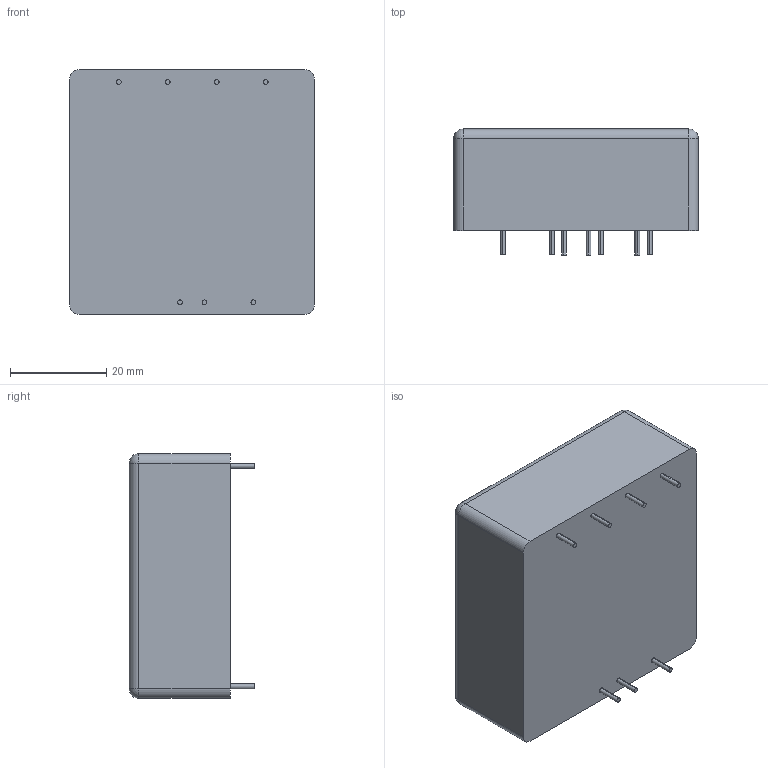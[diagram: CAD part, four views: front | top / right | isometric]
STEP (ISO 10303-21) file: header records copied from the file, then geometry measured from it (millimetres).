
FILE_DESCRIPTION (( 'STEP AP214' ), '1' );
FILE_NAME ('mean well.STEP', '2021-05-08T15:33:24', ( '砐錪賧瘔蠈錪 Windows' ), ( '' ), 'SwSTEP 2.0', 'SolidWorks 2018', '' );
FILE_SCHEMA (( 'AUTOMOTIVE_DESIGN' ));
Length unit declared in the file: millimetre
Products named in the file (1): mean well
Bounding box: 50.8 x 26.08 x 50.8 mm (x, y, z)
Volume: 53978.5 mm3; surface area: 9291.1 mm2
Topology: 1 solids, 1 shells, 177 faces, 457 edges, 298 vertices
Faces by surface type: plane 150, cylinder 22, sphere 4, bspline 1
Entity records: 7262 total; most frequent: CARTESIAN_POINT 942, ORIENTED_EDGE 906, DIRECTION 849, EDGE_CURVE 453, LINE 407, VECTOR 407, VERTEX_POINT 298, AXIS2_PLACEMENT_3D 221
